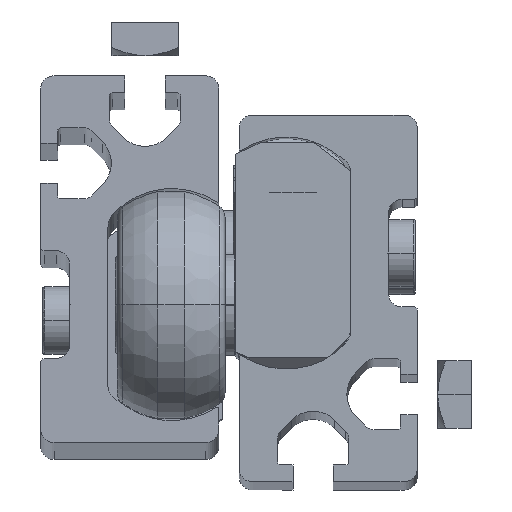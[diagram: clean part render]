
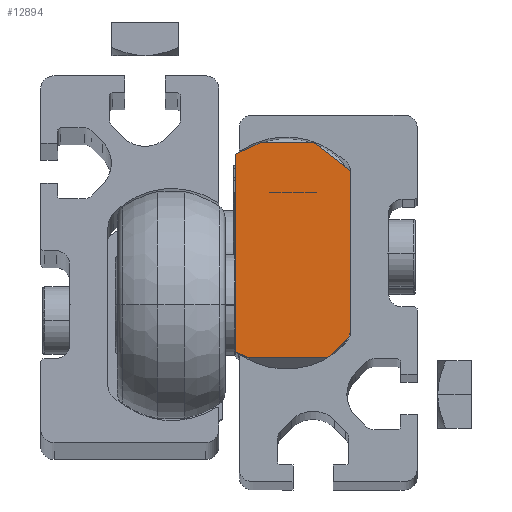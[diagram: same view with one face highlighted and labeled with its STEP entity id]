
A CAD part, top view. The second image highlights one B-rep face of the part: STEP entity #12894.
In plain terms, the highlighted face is planar.
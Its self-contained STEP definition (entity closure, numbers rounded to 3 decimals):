
#422 = CARTESIAN_POINT ( 'NONE',  ( -19., -15.5, -6.7 ) ) ;
#589 = DIRECTION ( 'NONE',  ( 0., -0.423, -0.906 ) ) ;
#839 = ORIENTED_EDGE ( 'NONE', *, *, #13510, .T. ) ;
#1059 = CARTESIAN_POINT ( 'NONE',  ( -19., 12.203, 8.5 ) ) ;
#1075 = VERTEX_POINT ( 'NONE', #9379 ) ;
#2358 = CARTESIAN_POINT ( 'NONE',  ( -19., -12.2, 8.5 ) ) ;
#2889 = ORIENTED_EDGE ( 'NONE', *, *, #5981, .T. ) ;
#2925 = CARTESIAN_POINT ( 'NONE',  ( -19., -14.661, -8.5 ) ) ;
#3261 = VECTOR ( 'NONE', #13365, 1000. ) ;
#3854 = PLANE ( 'NONE',  #15596 ) ;
#4064 = ORIENTED_EDGE ( 'NONE', *, *, #4947, .F. ) ;
#4163 = CARTESIAN_POINT ( 'NONE',  ( -19., -12.2, 8.5 ) ) ;
#4428 = LINE ( 'NONE', #18749, #20274 ) ;
#4861 = EDGE_CURVE ( 'NONE', #6488, #5723, #10820, .T. ) ;
#4947 = EDGE_CURVE ( 'NONE', #11515, #20228, #4428, .T. ) ;
#5210 = LINE ( 'NONE', #19517, #6856 ) ;
#5339 = VECTOR ( 'NONE', #589, 1000. ) ;
#5723 = VERTEX_POINT ( 'NONE', #13919 ) ;
#5732 = LINE ( 'NONE', #20272, #19361 ) ;
#5917 = CARTESIAN_POINT ( 'NONE',  ( -19., 16.5, -4.6 ) ) ;
#5981 = EDGE_CURVE ( 'NONE', #8407, #10979, #7362, .T. ) ;
#6488 = VERTEX_POINT ( 'NONE', #15963 ) ;
#6856 = VECTOR ( 'NONE', #13393, 1000. ) ;
#6981 = FACE_OUTER_BOUND ( 'NONE', #15890, .T. ) ;
#7055 = EDGE_CURVE ( 'NONE', #18198, #20228, #5210, .T. ) ;
#7362 = LINE ( 'NONE', #2358, #3261 ) ;
#7494 = VECTOR ( 'NONE', #10202, 1000. ) ;
#7818 = ORIENTED_EDGE ( 'NONE', *, *, #10523, .T. ) ;
#8289 = LINE ( 'NONE', #8392, #5339 ) ;
#8392 = CARTESIAN_POINT ( 'NONE',  ( -19., 16.5, -4.6 ) ) ;
#8396 = ORIENTED_EDGE ( 'NONE', *, *, #17032, .F. ) ;
#8407 = VERTEX_POINT ( 'NONE', #12044 ) ;
#8491 = DIRECTION ( 'NONE',  ( 0., 0.616, -0.788 ) ) ;
#8875 = ORIENTED_EDGE ( 'NONE', *, *, #10018, .T. ) ;
#9379 = CARTESIAN_POINT ( 'NONE',  ( -19., 14.681, -8.5 ) ) ;
#10018 = EDGE_CURVE ( 'NONE', #10979, #5723, #18233, .T. ) ;
#10202 = DIRECTION ( 'NONE',  ( 0., -0.707, -0.707 ) ) ;
#10325 = DIRECTION ( 'NONE',  ( 0., -1., 0. ) ) ;
#10523 = EDGE_CURVE ( 'NONE', #1075, #18198, #5732, .T. ) ;
#10820 = LINE ( 'NONE', #5917, #17303 ) ;
#10979 = VERTEX_POINT ( 'NONE', #1059 ) ;
#11515 = VERTEX_POINT ( 'NONE', #15495 ) ;
#11860 = DIRECTION ( 'NONE',  ( -1., 0., 0. ) ) ;
#12044 = CARTESIAN_POINT ( 'NONE',  ( -19., -12.2, 8.5 ) ) ;
#12106 = VECTOR ( 'NONE', #8491, 1000. ) ;
#12894 = ADVANCED_FACE ( 'NONE', ( #6981 ), #3854, .T. ) ;
#13365 = DIRECTION ( 'NONE',  ( 0., 1., 0. ) ) ;
#13393 = DIRECTION ( 'NONE',  ( 0., -0.423, 0.906 ) ) ;
#13510 = EDGE_CURVE ( 'NONE', #6488, #1075, #8289, .T. ) ;
#13919 = CARTESIAN_POINT ( 'NONE',  ( -19., 16.5, 3. ) ) ;
#15177 = ORIENTED_EDGE ( 'NONE', *, *, #7055, .T. ) ;
#15203 = LINE ( 'NONE', #4163, #7494 ) ;
#15495 = CARTESIAN_POINT ( 'NONE',  ( -19., -15.5, 5.2 ) ) ;
#15596 = AXIS2_PLACEMENT_3D ( 'NONE', #19736, #11860, #18185 ) ;
#15890 = EDGE_LOOP ( 'NONE', ( #8875, #16767, #839, #7818, #15177, #4064, #8396, #2889 ) ) ;
#15963 = CARTESIAN_POINT ( 'NONE',  ( -19., 16.5, -4.6 ) ) ;
#16288 = CARTESIAN_POINT ( 'NONE',  ( -19., 12.203, 8.5 ) ) ;
#16767 = ORIENTED_EDGE ( 'NONE', *, *, #4861, .F. ) ;
#16810 = DIRECTION ( 'NONE',  ( 0., 0., -1. ) ) ;
#17032 = EDGE_CURVE ( 'NONE', #8407, #11515, #15203, .T. ) ;
#17303 = VECTOR ( 'NONE', #18676, 1000. ) ;
#18185 = DIRECTION ( 'NONE',  ( 0., 0., 1. ) ) ;
#18198 = VERTEX_POINT ( 'NONE', #2925 ) ;
#18233 = LINE ( 'NONE', #16288, #12106 ) ;
#18676 = DIRECTION ( 'NONE',  ( 0., 0., 1. ) ) ;
#18749 = CARTESIAN_POINT ( 'NONE',  ( -19., -15.5, 5.2 ) ) ;
#19361 = VECTOR ( 'NONE', #10325, 1000. ) ;
#19517 = CARTESIAN_POINT ( 'NONE',  ( -19., -14.661, -8.5 ) ) ;
#19736 = CARTESIAN_POINT ( 'NONE',  ( -19., 1.5, 22.2 ) ) ;
#20228 = VERTEX_POINT ( 'NONE', #422 ) ;
#20272 = CARTESIAN_POINT ( 'NONE',  ( -19., 14.681, -8.5 ) ) ;
#20274 = VECTOR ( 'NONE', #16810, 1000. ) ;
